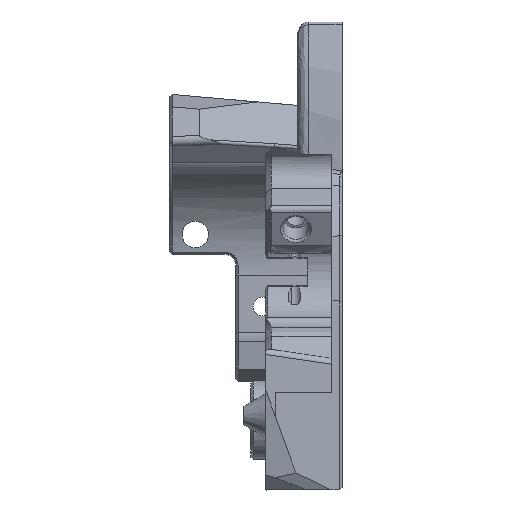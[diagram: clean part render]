
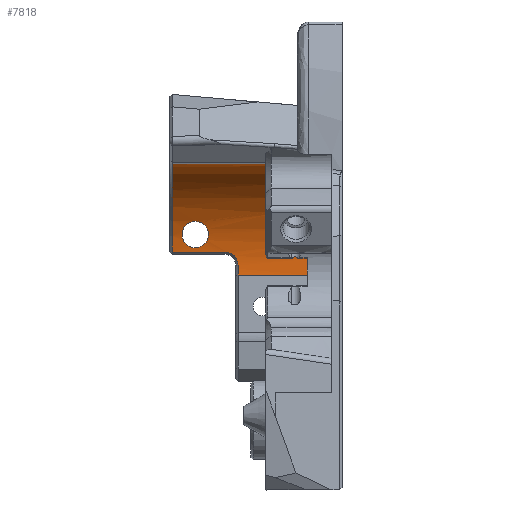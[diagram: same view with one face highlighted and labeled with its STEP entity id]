
A CAD part, left-side view. The second image highlights one B-rep face of the part: STEP entity #7818.
In plain terms, the highlighted cylindrical face has radius 20.2 mm (diameter 40.4 mm), a partial arc.
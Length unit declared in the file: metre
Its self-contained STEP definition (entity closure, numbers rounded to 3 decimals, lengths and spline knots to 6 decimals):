
#111=CYLINDRICAL_SURFACE('',#8412,0.0202);
#179=ELLIPSE('',#8416,0.028567,0.0202);
#553=CIRCLE('',#8413,0.0202);
#554=CIRCLE('',#8414,0.020202);
#555=CIRCLE('',#8415,0.0202);
#1121=LINE('',#13105,#1773);
#1123=LINE('',#13125,#1775);
#1124=LINE('',#13139,#1776);
#1125=LINE('',#13143,#1777);
#1773=VECTOR('',#9876,1.);
#1775=VECTOR('',#9882,1.);
#1776=VECTOR('',#9885,1.);
#1777=VECTOR('',#9888,1.);
#3221=ORIENTED_EDGE('',*,*,#5003,.T.);
#3222=ORIENTED_EDGE('',*,*,#5004,.T.);
#3223=ORIENTED_EDGE('',*,*,#5005,.F.);
#3224=ORIENTED_EDGE('',*,*,#4814,.F.);
#3225=ORIENTED_EDGE('',*,*,#4812,.F.);
#3226=ORIENTED_EDGE('',*,*,#4809,.F.);
#3227=ORIENTED_EDGE('',*,*,#5001,.F.);
#3228=ORIENTED_EDGE('',*,*,#5006,.F.);
#3229=ORIENTED_EDGE('',*,*,#5007,.F.);
#3230=ORIENTED_EDGE('',*,*,#5008,.F.);
#3231=ORIENTED_EDGE('',*,*,#5009,.F.);
#3232=ORIENTED_EDGE('',*,*,#5010,.F.);
#3233=ORIENTED_EDGE('',*,*,#5011,.T.);
#3234=ORIENTED_EDGE('',*,*,#5012,.T.);
#4809=EDGE_CURVE('',#5830,#5831,#6278,.T.);
#4812=EDGE_CURVE('',#5831,#5832,#6281,.T.);
#4814=EDGE_CURVE('',#5832,#5833,#6283,.T.);
#5001=EDGE_CURVE('',#5948,#5830,#1121,.T.);
#5003=EDGE_CURVE('',#5949,#5949,#6330,.T.);
#5004=EDGE_CURVE('',#5950,#5951,#553,.T.);
#5005=EDGE_CURVE('',#5833,#5951,#1123,.T.);
#5006=EDGE_CURVE('',#5952,#5948,#6331,.T.);
#5007=EDGE_CURVE('',#5953,#5952,#6332,.T.);
#5008=EDGE_CURVE('',#5954,#5953,#554,.T.);
#5009=EDGE_CURVE('',#5955,#5954,#1124,.T.);
#5010=EDGE_CURVE('',#5956,#5955,#555,.T.);
#5011=EDGE_CURVE('',#5956,#5957,#1125,.T.);
#5012=EDGE_CURVE('',#5957,#5950,#179,.T.);
#5830=VERTEX_POINT('',#12359);
#5831=VERTEX_POINT('',#12360);
#5832=VERTEX_POINT('',#12374);
#5833=VERTEX_POINT('',#12384);
#5948=VERTEX_POINT('',#13106);
#5949=VERTEX_POINT('',#13121);
#5950=VERTEX_POINT('',#13123);
#5951=VERTEX_POINT('',#13124);
#5952=VERTEX_POINT('',#13131);
#5953=VERTEX_POINT('',#13136);
#5954=VERTEX_POINT('',#13138);
#5955=VERTEX_POINT('',#13140);
#5956=VERTEX_POINT('',#13142);
#5957=VERTEX_POINT('',#13144);
#6278=B_SPLINE_CURVE_WITH_KNOTS('',3,(#12352,#12353,#12354,#12355,#12356,
#12357,#12358),.UNSPECIFIED.,.F.,.F.,(4,1,1,1,4),(0.,
0.005876,0.011752,0.017628,0.023503),
 .UNSPECIFIED.);
#6281=B_SPLINE_CURVE_WITH_KNOTS('',3,(#12370,#12371,#12372,#12373),
 .UNSPECIFIED.,.F.,.F.,(4,4),(0.,0.004789),.UNSPECIFIED.);
#6283=B_SPLINE_CURVE_WITH_KNOTS('',3,(#12380,#12381,#12382,#12383),
 .UNSPECIFIED.,.F.,.F.,(4,4),(0.,0.005584),.UNSPECIFIED.);
#6330=B_SPLINE_CURVE_WITH_KNOTS('',3,(#13109,#13110,#13111,#13112,#13113,
#13114,#13115,#13116,#13117,#13118,#13119,#13120),.UNSPECIFIED.,.T.,.F.,
(1,1,1,1,1,1,1,1,1,1,1,1,1,1,1,1),(-0.003786,-0.001893,
-0.000946,0.,0.001893,0.003786,
0.005679,0.007572,0.009465,0.011358,
0.013251,0.014197,0.015144,0.017037,
0.01893,0.020823),.UNSPECIFIED.);
#6331=B_SPLINE_CURVE_WITH_KNOTS('',3,(#13126,#13127,#13128,#13129,#13130),
 .UNSPECIFIED.,.F.,.F.,(4,1,4),(0.,0.001881,
0.003761),.UNSPECIFIED.);
#6332=B_SPLINE_CURVE_WITH_KNOTS('',3,(#13132,#13133,#13134,#13135),
 .UNSPECIFIED.,.F.,.F.,(4,4),(0.,0.000023),
 .UNSPECIFIED.);
#6698=EDGE_LOOP('',(#3221));
#6699=EDGE_LOOP('',(#3222,#3223,#3224,#3225,#3226,#3227,#3228,#3229,#3230,
#3231,#3232,#3233,#3234));
#7244=FACE_BOUND('',#6698,.T.);
#7245=FACE_BOUND('',#6699,.T.);
#7818=ADVANCED_FACE('',(#7244,#7245),#111,.F.);
#8412=AXIS2_PLACEMENT_3D('',#13108,#9878,#9879);
#8413=AXIS2_PLACEMENT_3D('',#13122,#9880,#9881);
#8414=AXIS2_PLACEMENT_3D('',#13137,#9883,#9884);
#8415=AXIS2_PLACEMENT_3D('',#13141,#9886,#9887);
#8416=AXIS2_PLACEMENT_3D('',#13145,#9889,#9890);
#9876=DIRECTION('',(0.,1.,0.));
#9878=DIRECTION('',(0.,-1.,0.));
#9879=DIRECTION('',(0.921,0.,-0.39));
#9880=DIRECTION('',(0.,-1.,0.));
#9881=DIRECTION('',(0.,0.,1.));
#9882=DIRECTION('',(0.,-1.,0.));
#9883=DIRECTION('',(0.,-1.,0.));
#9884=DIRECTION('',(1.,0.,-0.025));
#9885=DIRECTION('',(0.,1.,0.));
#9886=DIRECTION('',(0.,1.,0.));
#9887=DIRECTION('',(0.,0.,-1.));
#9888=DIRECTION('',(0.,1.,0.));
#9889=DIRECTION('',(0.,-0.707,0.707));
#9890=DIRECTION('',(0.,-0.707,-0.707));
#12352=CARTESIAN_POINT('',(0.01365,0.0222,0.103818));
#12353=CARTESIAN_POINT('',(0.013302,0.022201,0.105746));
#12354=CARTESIAN_POINT('',(0.012037,0.022207,0.109491));
#12355=CARTESIAN_POINT('',(0.008686,0.022199,0.114276));
#12356=CARTESIAN_POINT('',(0.004001,0.022202,0.117977));
#12357=CARTESIAN_POINT('',(0.000421,0.0222,0.119408));
#12358=CARTESIAN_POINT('',(-0.001484,0.0222,0.119868));
#12359=CARTESIAN_POINT('',(0.01365,0.0222,0.103818));
#12360=CARTESIAN_POINT('',(-0.001484,0.0222,0.119868));
#12370=CARTESIAN_POINT('',(-0.001484,0.0222,0.119868));
#12371=CARTESIAN_POINT('',(-0.003047,0.0222,0.120246));
#12372=CARTESIAN_POINT('',(-0.004632,0.0222,0.120435));
#12373=CARTESIAN_POINT('',(-0.00624,0.0222,0.120434));
#12374=CARTESIAN_POINT('',(-0.00624,0.0222,0.120434));
#12380=CARTESIAN_POINT('',(-0.00624,0.0222,0.120434));
#12381=CARTESIAN_POINT('',(-0.008119,0.0222,0.120433));
#12382=CARTESIAN_POINT('',(-0.009962,0.0222,0.120175));
#12383=CARTESIAN_POINT('',(-0.01177,0.0222,0.119659));
#12384=CARTESIAN_POINT('',(-0.01177,0.0222,0.119659));
#13105=CARTESIAN_POINT('',(0.01365,0.017546,0.103818));
#13106=CARTESIAN_POINT('',(0.01365,0.012892,0.103818));
#13108=CARTESIAN_POINT('',(-0.00623,0.0224,0.100234));
#13109=CARTESIAN_POINT('',(0.011848,0.017443,0.109248));
#13110=CARTESIAN_POINT('',(0.012137,0.016315,0.108659));
#13111=CARTESIAN_POINT('',(0.012737,0.015543,0.107284));
#13112=CARTESIAN_POINT('',(0.013326,0.015995,0.105386));
#13113=CARTESIAN_POINT('',(0.01355,0.017754,0.104321));
#13114=CARTESIAN_POINT('',(0.013439,0.019753,0.104893));
#13115=CARTESIAN_POINT('',(0.012957,0.020676,0.106663));
#13116=CARTESIAN_POINT('',(0.012233,0.020165,0.108484));
#13117=CARTESIAN_POINT('',(0.011799,0.018747,0.109343));
#13118=CARTESIAN_POINT('',(0.011848,0.017443,0.109248));
#13119=CARTESIAN_POINT('',(0.012137,0.016315,0.108659));
#13120=CARTESIAN_POINT('',(0.012737,0.015543,0.107284));
#13121=CARTESIAN_POINT('',(0.012081,0.016639,0.108764));
#13122=CARTESIAN_POINT('',(-0.00623,0.0056,0.100234));
#13123=CARTESIAN_POINT('',(0.010956,0.0056,0.11085));
#13124=CARTESIAN_POINT('',(-0.01177,0.0056,0.119659));
#13125=CARTESIAN_POINT('',(-0.01177,0.0224,0.119659));
#13126=CARTESIAN_POINT('',(0.013935,0.010492,0.101424));
#13127=CARTESIAN_POINT('',(0.013898,0.010492,0.102059));
#13128=CARTESIAN_POINT('',(0.013753,0.011013,0.103296));
#13129=CARTESIAN_POINT('',(0.01365,0.012256,0.103818));
#13130=CARTESIAN_POINT('',(0.01365,0.012892,0.103818));
#13131=CARTESIAN_POINT('',(0.013935,0.010492,0.101424));
#13132=CARTESIAN_POINT('',(0.013937,0.010492,0.101401));
#13133=CARTESIAN_POINT('',(0.013936,0.010492,0.101408));
#13134=CARTESIAN_POINT('',(0.013936,0.010492,0.101416));
#13135=CARTESIAN_POINT('',(0.013935,0.010492,0.101424));
#13136=CARTESIAN_POINT('',(0.013937,0.010492,0.101401));
#13137=CARTESIAN_POINT('',(-0.006232,0.010492,0.100234));
#13138=CARTESIAN_POINT('',(0.013964,0.010492,0.09973));
#13139=CARTESIAN_POINT('',(0.013964,0.0224,0.09973));
#13140=CARTESIAN_POINT('',(0.013964,-0.001838,0.09973));
#13141=CARTESIAN_POINT('',(-0.00623,-0.001838,0.100234));
#13142=CARTESIAN_POINT('',(0.011196,-0.001838,0.11045));
#13143=CARTESIAN_POINT('',(0.011196,0.0224,0.11045));
#13144=CARTESIAN_POINT('',(0.011196,0.0052,0.11045));
#13145=CARTESIAN_POINT('',(-0.00623,-0.005016,0.100234));
